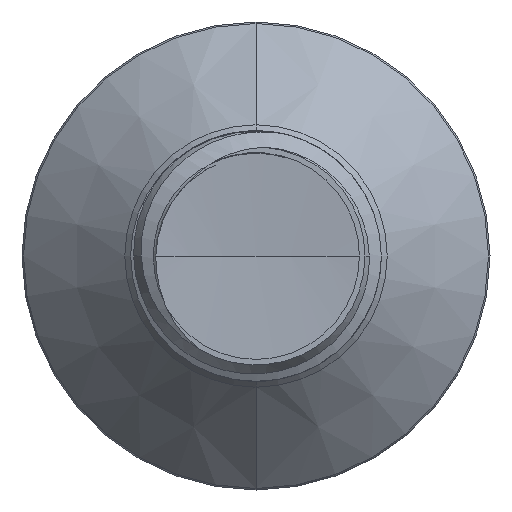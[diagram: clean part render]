
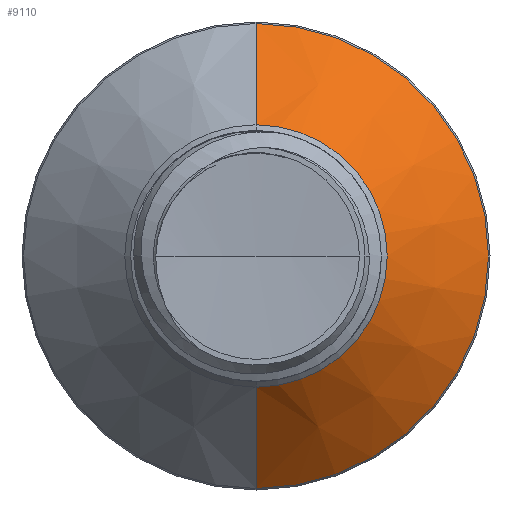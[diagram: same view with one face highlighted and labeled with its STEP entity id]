
A CAD part, front view. The second image highlights one B-rep face of the part: STEP entity #9110.
In plain terms, the highlighted conical face has half-angle 45 degrees and reference radius 1.571 mm.
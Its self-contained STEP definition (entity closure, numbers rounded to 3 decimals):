
#1373 = CIRCLE ( 'NONE', #11874, 1.571 ) ;
#1790 = DIRECTION ( 'NONE',  ( 0., 0., 1. ) ) ;
#2786 = AXIS2_PLACEMENT_3D ( 'NONE', #21720, #10017, #23672 ) ;
#3698 = CARTESIAN_POINT ( 'NONE',  ( 0., 6.909, -1.571 ) ) ;
#4992 = ORIENTED_EDGE ( 'NONE', *, *, #20804, .T. ) ;
#6702 = CARTESIAN_POINT ( 'NONE',  ( 0., 6.909, 1.571 ) ) ;
#6986 = VECTOR ( 'NONE', #25117, 1000. ) ;
#7769 = VERTEX_POINT ( 'NONE', #17403 ) ;
#8185 = LINE ( 'NONE', #6702, #23139 ) ;
#8665 = DIRECTION ( 'NONE',  ( 0., 0.707, 0.707 ) ) ;
#8874 = ORIENTED_EDGE ( 'NONE', *, *, #22108, .T. ) ;
#9110 = ADVANCED_FACE ( 'NONE', ( #22850 ), #17045, .T. ) ;
#9182 = DIRECTION ( 'NONE',  ( 0., 1., 0. ) ) ;
#10017 = DIRECTION ( 'NONE',  ( 0., 1., 0. ) ) ;
#10327 = EDGE_CURVE ( 'NONE', #20771, #7769, #8185, .T. ) ;
#11122 = CARTESIAN_POINT ( 'NONE',  ( 0., 6.909, 0. ) ) ;
#11438 = CARTESIAN_POINT ( 'NONE',  ( 0., 6.909, -1.571 ) ) ;
#11874 = AXIS2_PLACEMENT_3D ( 'NONE', #25256, #13548, #1790 ) ;
#12880 = EDGE_LOOP ( 'NONE', ( #8874, #4992, #25441, #21113 ) ) ;
#13093 = DIRECTION ( 'NONE',  ( 0., 0., 1. ) ) ;
#13524 = CARTESIAN_POINT ( 'NONE',  ( 0., 8.12, -2.782 ) ) ;
#13548 = DIRECTION ( 'NONE',  ( 0., 1., 0. ) ) ;
#15351 = VERTEX_POINT ( 'NONE', #13524 ) ;
#15558 = EDGE_CURVE ( 'NONE', #7769, #15351, #25242, .T. ) ;
#15781 = CARTESIAN_POINT ( 'NONE',  ( 0., 6.909, 1.571 ) ) ;
#16742 = LINE ( 'NONE', #11438, #6986 ) ;
#17045 = CONICAL_SURFACE ( 'NONE', #23569, 1.571, 0.785 ) ;
#17403 = CARTESIAN_POINT ( 'NONE',  ( 0., 8.12, 2.782 ) ) ;
#20771 = VERTEX_POINT ( 'NONE', #15781 ) ;
#20804 = EDGE_CURVE ( 'NONE', #22110, #15351, #16742, .T. ) ;
#21113 = ORIENTED_EDGE ( 'NONE', *, *, #10327, .F. ) ;
#21720 = CARTESIAN_POINT ( 'NONE',  ( 0., 8.12, 0. ) ) ;
#22108 = EDGE_CURVE ( 'NONE', #20771, #22110, #1373, .T. ) ;
#22110 = VERTEX_POINT ( 'NONE', #3698 ) ;
#22850 = FACE_OUTER_BOUND ( 'NONE', #12880, .T. ) ;
#23139 = VECTOR ( 'NONE', #8665, 1000. ) ;
#23569 = AXIS2_PLACEMENT_3D ( 'NONE', #11122, #9182, #13093 ) ;
#23672 = DIRECTION ( 'NONE',  ( 0., 0., 1. ) ) ;
#25117 = DIRECTION ( 'NONE',  ( 0., 0.707, -0.707 ) ) ;
#25242 = CIRCLE ( 'NONE', #2786, 2.782 ) ;
#25256 = CARTESIAN_POINT ( 'NONE',  ( 0., 6.909, 0. ) ) ;
#25441 = ORIENTED_EDGE ( 'NONE', *, *, #15558, .F. ) ;
